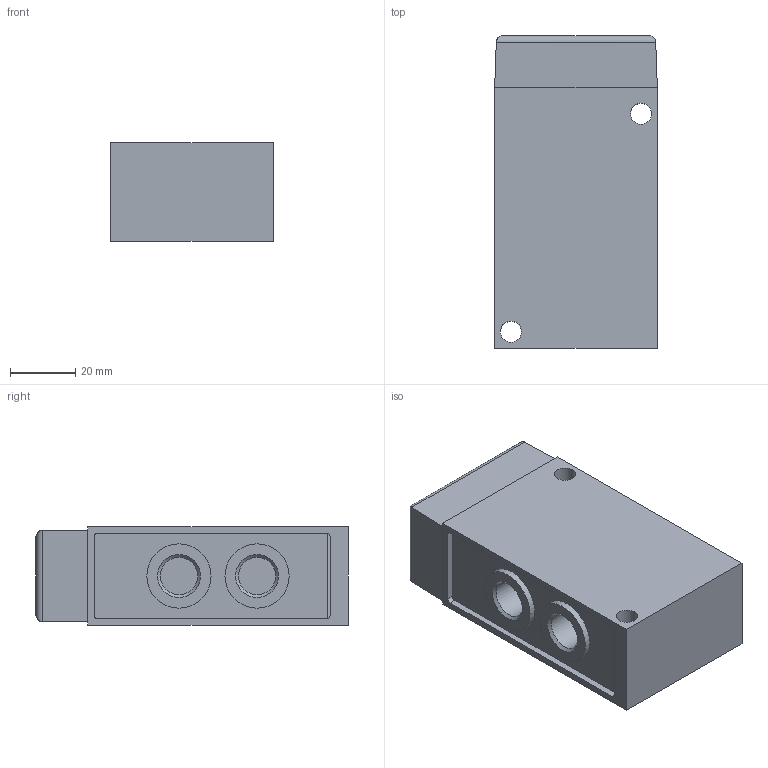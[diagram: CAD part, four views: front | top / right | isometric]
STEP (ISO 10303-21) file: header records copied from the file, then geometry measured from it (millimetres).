
FILE_DESCRIPTION(/* description */ ('STEP AP214'),/* implementation_level */ '2;1');
FILE_NAME(/* name */ '9199_VL-5-1_4',/* time_stamp */ '2024-09-16T15:33:19+02:00',/* author */ ('License CC BY-ND 4.0'),/* organization */ ('CADENAS'),/* preprocessor_version */ 'ST-DEVELOPER v19.3',/* originating_system */ 'PARTsolutions',/* authorisation */ ' ');
FILE_SCHEMA (('AUTOMOTIVE_DESIGN {1 0 10303 214 3 1 1}'));
Length unit declared in the file: millimetre
Products named in the file (1): 9199 VL-5-1/4
Bounding box: 50 x 96 x 30.4 mm (x, y, z)
Volume: 130103.8 mm3; surface area: 22967.8 mm2
Topology: 1 solids, 1 shells, 64 faces, 145 edges, 94 vertices
Faces by surface type: plane 33, cylinder 25, cone 6
Full cylindrical faces by diameter (mm): 6.5 x2, 8.566 x1, 11.445 x5, 19.735 x4
Entity records: 1737 total; most frequent: DIRECTION 309, CARTESIAN_POINT 288, ORIENTED_EDGE 250, EDGE_CURVE 125, AXIS2_PLACEMENT_3D 121, EDGE_LOOP 99, FACE_BOUND 99, VERTEX_POINT 92
